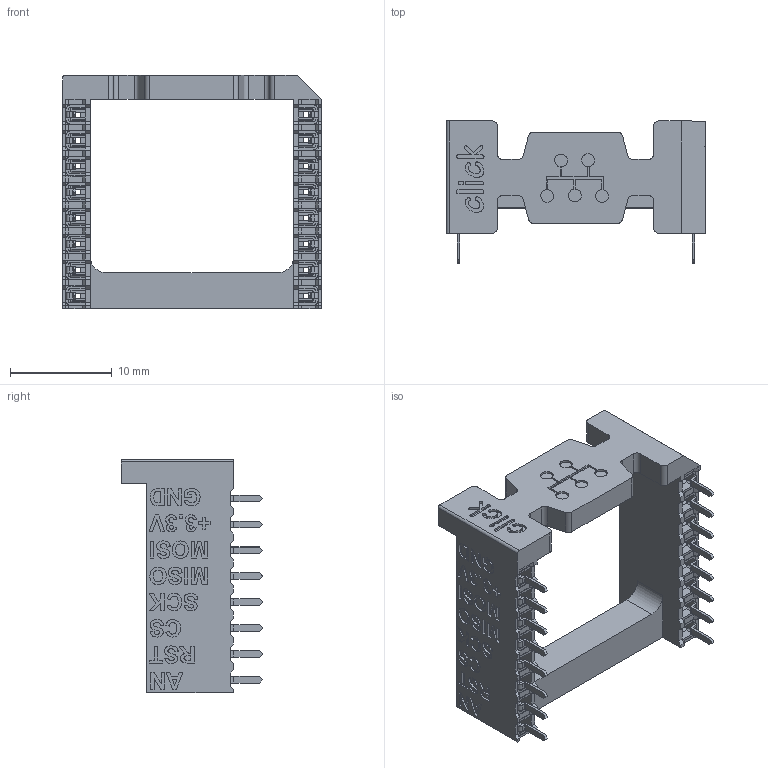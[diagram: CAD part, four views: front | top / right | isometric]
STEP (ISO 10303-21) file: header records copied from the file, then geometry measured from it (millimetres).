
FILE_DESCRIPTION(/* description */ (''),/* implementation_level */ '2;1');
FILE_NAME(/* name */ 'MikroBUS Socket TH.step',/* time_stamp */ '2021-09-22T20:08:11+03:00',/* author */ (''),/* organization */ (''),/* preprocessor_version */ 'ST-DEVELOPER v18.1',/* originating_system */ 'Autodesk Translation Framework v10.10.0.1391',/* authorisation */ '');
FILE_SCHEMA (('AUTOMOTIVE_DESIGN { 1 0 10303 214 3 1 1 }'));
Length unit declared in the file: millimetre
Products named in the file (3): MikroBUS Socket TH; MikroBUS Socket Body; MikroBUS TH PIN
Assembly tree (17 placements, depth 2):
  MikroBUS Socket TH
    MikroBUS Socket Body
    MikroBUS TH PIN  x16
Bounding box: 25.4 x 13.9 x 22.88 mm (x, y, z)
Volume: 1404.3 mm3; surface area: 3495.4 mm2
Topology: 17 solids, 17 shells, 2442 faces, 6650 edges, 4305 vertices
Faces by surface type: plane 1614, bspline 476, cylinder 352
Entity records: 49792 total; most frequent: CARTESIAN_POINT 16939, ORIENTED_EDGE 7720, DIRECTION 4948, EDGE_CURVE 3860, LINE 2800, VECTOR 2800, VERTEX_POINT 2505, EDGE_LOOP 1519
